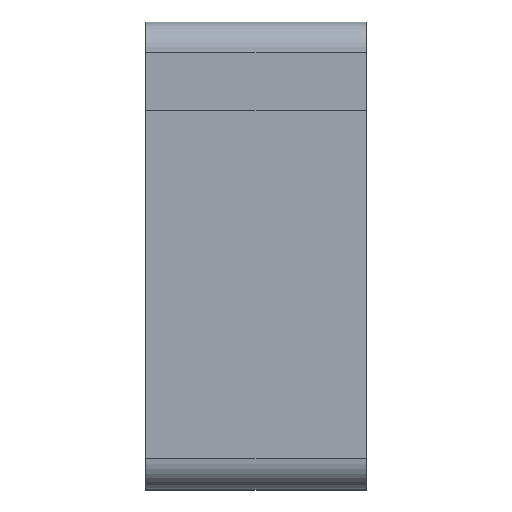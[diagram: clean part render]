
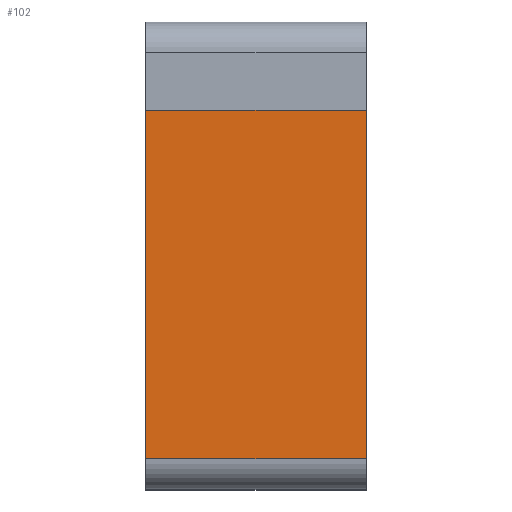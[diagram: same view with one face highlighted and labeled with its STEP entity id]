
A CAD part, top view. The second image highlights one B-rep face of the part: STEP entity #102.
In plain terms, the highlighted planar face has unit normal (0, 0, 1).
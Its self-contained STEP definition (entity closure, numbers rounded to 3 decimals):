
#10 = ORIENTED_EDGE ( 'NONE', *, *, #206, .T. ) ;
#16 = ORIENTED_EDGE ( 'NONE', *, *, #173, .T. ) ;
#43 = LINE ( 'NONE', #740, #201 ) ;
#58 = VECTOR ( 'NONE', #207, 1000. ) ;
#87 = CARTESIAN_POINT ( 'NONE',  ( 12.5, 23., 0. ) ) ;
#102 = ADVANCED_FACE ( 'NONE', ( #641 ), #725, .T. ) ;
#132 = CARTESIAN_POINT ( 'NONE',  ( -12.5, 23., 0. ) ) ;
#146 = VECTOR ( 'NONE', #276, 1000. ) ;
#173 = EDGE_CURVE ( 'NONE', #623, #465, #211, .T. ) ;
#200 = VERTEX_POINT ( 'NONE', #518 ) ;
#201 = VECTOR ( 'NONE', #509, 1000. ) ;
#206 = EDGE_CURVE ( 'NONE', #200, #623, #43, .T. ) ;
#207 = DIRECTION ( 'NONE',  ( 0., 1., 0. ) ) ;
#211 = LINE ( 'NONE', #439, #58 ) ;
#276 = DIRECTION ( 'NONE',  ( 1., 0., 0. ) ) ;
#320 = DIRECTION ( 'NONE',  ( 1., 0., 0. ) ) ;
#336 = DIRECTION ( 'NONE',  ( 0., -1., 0. ) ) ;
#390 = CARTESIAN_POINT ( 'NONE',  ( 12.5, -23., 0. ) ) ;
#416 = DIRECTION ( 'NONE',  ( 0., 0., 1. ) ) ;
#426 = CARTESIAN_POINT ( 'NONE',  ( -12.5, 23., 0. ) ) ;
#430 = LINE ( 'NONE', #132, #146 ) ;
#439 = CARTESIAN_POINT ( 'NONE',  ( 12.5, -26.5, 0. ) ) ;
#465 = VERTEX_POINT ( 'NONE', #87 ) ;
#489 = AXIS2_PLACEMENT_3D ( 'NONE', #492, #416, #320 ) ;
#492 = CARTESIAN_POINT ( 'NONE',  ( 0., 0., 0. ) ) ;
#500 = CARTESIAN_POINT ( 'NONE',  ( -12.5, -26.5, 0. ) ) ;
#509 = DIRECTION ( 'NONE',  ( 1., 0., 0. ) ) ;
#512 = EDGE_CURVE ( 'NONE', #783, #465, #430, .T. ) ;
#518 = CARTESIAN_POINT ( 'NONE',  ( -12.5, -23., 0. ) ) ;
#525 = ORIENTED_EDGE ( 'NONE', *, *, #700, .T. ) ;
#572 = VECTOR ( 'NONE', #336, 1000. ) ;
#623 = VERTEX_POINT ( 'NONE', #390 ) ;
#641 = FACE_OUTER_BOUND ( 'NONE', #993, .T. ) ;
#700 = EDGE_CURVE ( 'NONE', #783, #200, #943, .T. ) ;
#712 = ORIENTED_EDGE ( 'NONE', *, *, #512, .F. ) ;
#725 = PLANE ( 'NONE',  #489 ) ;
#740 = CARTESIAN_POINT ( 'NONE',  ( -12.5, -23., 0. ) ) ;
#783 = VERTEX_POINT ( 'NONE', #426 ) ;
#943 = LINE ( 'NONE', #500, #572 ) ;
#993 = EDGE_LOOP ( 'NONE', ( #525, #10, #16, #712 ) ) ;
